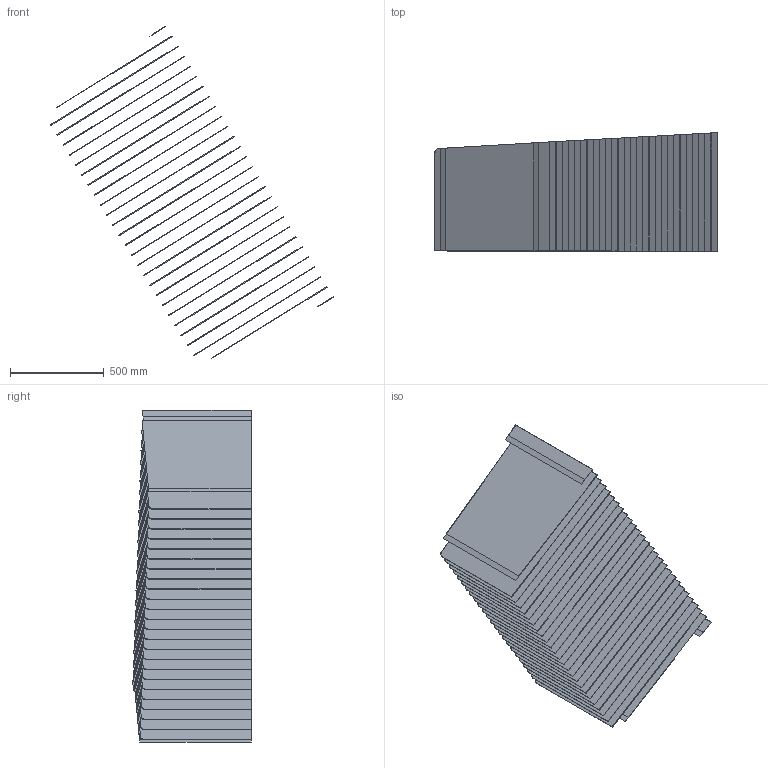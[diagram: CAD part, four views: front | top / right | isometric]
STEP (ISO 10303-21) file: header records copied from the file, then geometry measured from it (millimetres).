
FILE_DESCRIPTION(('FreeCAD Model'),'2;1');
FILE_NAME('detailed_HCLL/HCLL_sample_envelope_cooling_plate.step', '2018-01-22T16:29:30',('FreeCAD'),('FreeCAD'), 'Open CASCADE STEP processor 7.1','FreeCAD','Unknown');
FILE_SCHEMA(('AUTOMOTIVE_DESIGN_CC2 { 1 2 10303 214 -1 1 5 4 }'));
Length unit declared in the file: millimetre
Products named in the file (29): Open CASCADE STEP translator 7.1 6; Open CASCADE STEP translator 7.1 6.1; Open CASCADE STEP translator 7.1 6.2; Open CASCADE STEP translator 7.1 6.3; Open CASCADE STEP translator 7.1 6.4; Open CASCADE STEP translator 7.1 6.5; Open CASCADE STEP translator 7.1 6.6; Open CASCADE STEP translator 7.1 6.7; Open CASCADE STEP translator 7.1 6.8; Open CASCADE STEP translator 7.1 6.9; Open CASCADE STEP translator 7.1 6.10; Open CASCADE STEP translator 7.1 6.11; Open CASCADE STEP translator 7.1 6.12; Open CASCADE STEP translator 7.1 6.13; Open CASCADE STEP translator 7.1 6.14; Open CASCADE STEP translator 7.1 6.15; Open CASCADE STEP translator 7.1 6.16; Open CASCADE STEP translator 7.1 6.17; Open CASCADE STEP translator 7.1 6.18; Open CASCADE STEP translator 7.1 6.19; Open CASCADE STEP translator 7.1 6.20; Open CASCADE STEP translator 7.1 6.21; Open CASCADE STEP translator 7.1 6.22; Open CASCADE STEP translator 7.1 6.23; Open CASCADE STEP translator 7.1 6.24; Open CASCADE STEP translator 7.1 6.25; Open CASCADE STEP translator 7.1 6.26; Open CASCADE STEP translator 7.1 6.27; Open CASCADE STEP translator 7.1 6.28
Assembly tree (28 placements, depth 2):
  Open CASCADE STEP translator 7.1 6
    Open CASCADE STEP translator 7.1 6.1
    Open CASCADE STEP translator 7.1 6.2
    Open CASCADE STEP translator 7.1 6.3
    Open CASCADE STEP translator 7.1 6.4
    Open CASCADE STEP translator 7.1 6.5
    Open CASCADE STEP translator 7.1 6.6
    Open CASCADE STEP translator 7.1 6.7
    Open CASCADE STEP translator 7.1 6.8
    Open CASCADE STEP translator 7.1 6.9
    Open CASCADE STEP translator 7.1 6.10
    Open CASCADE STEP translator 7.1 6.11
    Open CASCADE STEP translator 7.1 6.12
    Open CASCADE STEP translator 7.1 6.13
    Open CASCADE STEP translator 7.1 6.14
    Open CASCADE STEP translator 7.1 6.15
    Open CASCADE STEP translator 7.1 6.16
    Open CASCADE STEP translator 7.1 6.17
    Open CASCADE STEP translator 7.1 6.18
    Open CASCADE STEP translator 7.1 6.19
    Open CASCADE STEP translator 7.1 6.20
    Open CASCADE STEP translator 7.1 6.21
    Open CASCADE STEP translator 7.1 6.22
    Open CASCADE STEP translator 7.1 6.23
    Open CASCADE STEP translator 7.1 6.24
    Open CASCADE STEP translator 7.1 6.25
    Open CASCADE STEP translator 7.1 6.26
    Open CASCADE STEP translator 7.1 6.27
    Open CASCADE STEP translator 7.1 6.28
Bounding box: 1510.13 x 634.08 x 1774.08 mm (x, y, z)
Volume: 36693478.9 mm3; surface area: 24748709.6 mm2
Topology: 28 solids, 28 shells, 192 faces, 408 edges, 272 vertices
Faces by surface type: plane 168, cylinder 24
Entity records: 10528 total; most frequent: CARTESIAN_POINT 2725, DIRECTION 1042, ORIENTED_EDGE 816, PCURVE 816, DEFINITIONAL_REPRESENTATION 816, B_SPLINE_CURVE_WITH_KNOTS 672, LINE 456, VECTOR 456
